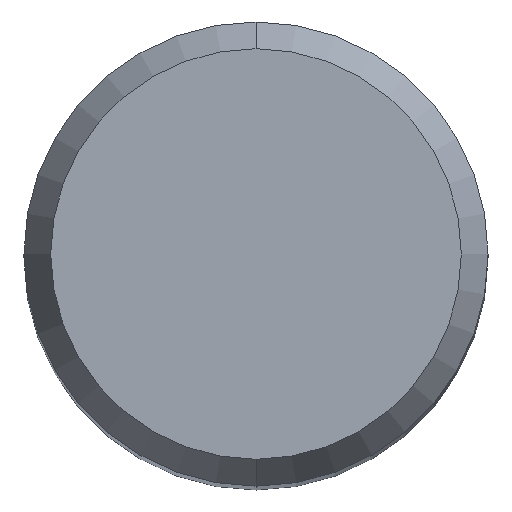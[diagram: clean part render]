
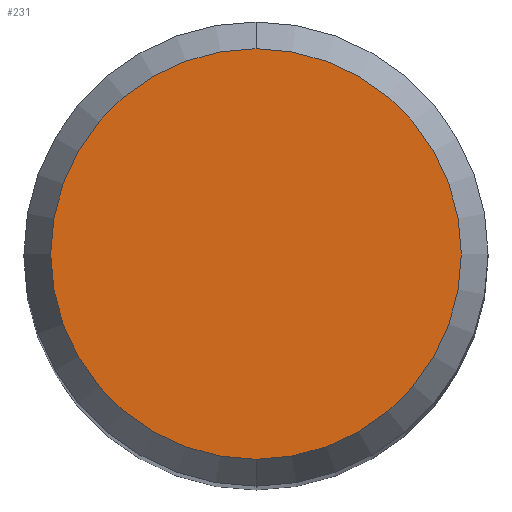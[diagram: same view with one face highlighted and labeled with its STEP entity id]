
A CAD part, top view. The second image highlights one B-rep face of the part: STEP entity #231.
In plain terms, the highlighted planar face has unit normal (0, 0, 1).
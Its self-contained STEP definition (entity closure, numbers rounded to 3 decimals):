
#171=EDGE_CURVE('',#203,#431,#462,.T.);
#203=VERTEX_POINT('',#496);
#231=ADVANCED_FACE('',(#528),#529,.T.);
#295=EDGE_CURVE('',#431,#203,#603,.T.);
#431=VERTEX_POINT('',#750);
#462=CIRCLE('',#776,4.423);
#496=CARTESIAN_POINT('',(0.,-4.423,47.567));
#528=FACE_OUTER_BOUND('',#878,.T.);
#529=PLANE('',#879);
#603=CIRCLE('',#1070,4.423);
#750=CARTESIAN_POINT('',(0.0,4.423,47.567));
#776=AXIS2_PLACEMENT_3D('',#1414,#1415,#1416);
#878=EDGE_LOOP('',(#1487,#1488));
#879=AXIS2_PLACEMENT_3D('',#1489,#1490,#1491);
#1070=AXIS2_PLACEMENT_3D('',#1590,#1591,#1592);
#1414=CARTESIAN_POINT('',(0.0,0.0,47.567));
#1415=DIRECTION('',(0.0,0.0,-1.0));
#1416=DIRECTION('',(0.0,1.0,0.0));
#1487=ORIENTED_EDGE('',*,*,#295,.F.);
#1488=ORIENTED_EDGE('',*,*,#171,.F.);
#1489=CARTESIAN_POINT('',(0.0,2.211,47.567));
#1490=DIRECTION('',(-0.0,0.0,1.0));
#1491=DIRECTION('',(0.0,-1.0,0.0));
#1590=CARTESIAN_POINT('',(0.0,0.0,47.567));
#1591=DIRECTION('',(0.0,0.0,-1.0));
#1592=DIRECTION('',(0.0,1.0,0.0));
